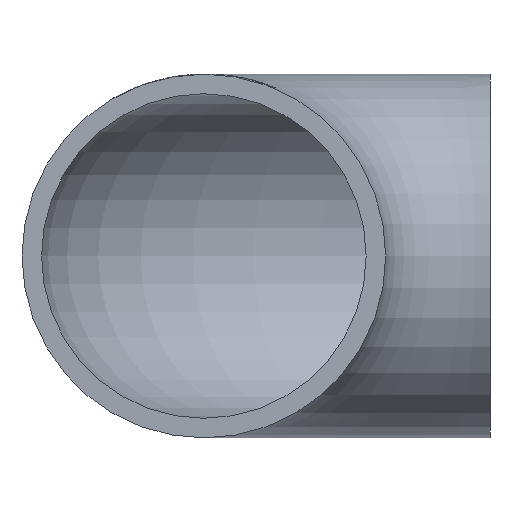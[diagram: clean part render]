
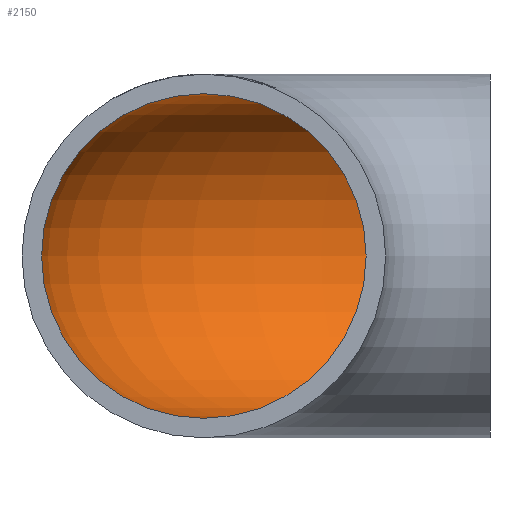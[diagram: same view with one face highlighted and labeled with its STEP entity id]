
A CAD part, front view. The second image highlights one B-rep face of the part: STEP entity #2150.
In plain terms, the highlighted toroidal (fillet/blend) face has major radius 38 mm and minor radius 21.55 mm.
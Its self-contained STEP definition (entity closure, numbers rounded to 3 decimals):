
#497 = CARTESIAN_POINT ( 'NONE',  ( 0., 38., 0. ) ) ;
#614 = CIRCLE ( 'NONE', #11192, 21.55 ) ;
#2150 = ADVANCED_FACE ( 'NONE', ( #3415, #3953 ), #16661, .F. ) ;
#2327 = EDGE_CURVE ( 'NONE', #9693, #9693, #614, .T. ) ;
#2588 = VERTEX_POINT ( 'NONE', #11035 ) ;
#3415 = FACE_OUTER_BOUND ( 'NONE', #17941, .T. ) ;
#3455 = DIRECTION ( 'NONE',  ( 0., 0., 1. ) ) ;
#3640 = CARTESIAN_POINT ( 'NONE',  ( -38., 0., 21.55 ) ) ;
#3953 = FACE_OUTER_BOUND ( 'NONE', #17737, .T. ) ;
#4142 = DIRECTION ( 'NONE',  ( -1., 0., 0. ) ) ;
#4931 = CARTESIAN_POINT ( 'NONE',  ( 0., 0., 0. ) ) ;
#5162 = AXIS2_PLACEMENT_3D ( 'NONE', #4931, #6969, #4142 ) ;
#5447 = EDGE_CURVE ( 'NONE', #2588, #2588, #5561, .T. ) ;
#5561 = CIRCLE ( 'NONE', #6163, 21.55 ) ;
#6081 = ORIENTED_EDGE ( 'NONE', *, *, #5447, .T. ) ;
#6163 = AXIS2_PLACEMENT_3D ( 'NONE', #497, #6626, #15079 ) ;
#6207 = DIRECTION ( 'NONE',  ( 0., 1., 0. ) ) ;
#6626 = DIRECTION ( 'NONE',  ( 1., 0., 0. ) ) ;
#6969 = DIRECTION ( 'NONE',  ( 0., 0., -1. ) ) ;
#7586 = ORIENTED_EDGE ( 'NONE', *, *, #2327, .F. ) ;
#9693 = VERTEX_POINT ( 'NONE', #3640 ) ;
#11035 = CARTESIAN_POINT ( 'NONE',  ( 0., 59.55, 0. ) ) ;
#11192 = AXIS2_PLACEMENT_3D ( 'NONE', #17869, #6207, #3455 ) ;
#15079 = DIRECTION ( 'NONE',  ( 0., 1., 0. ) ) ;
#16661 = TOROIDAL_SURFACE ( 'NONE', #5162, 38., 21.55 ) ;
#17737 = EDGE_LOOP ( 'NONE', ( #7586 ) ) ;
#17869 = CARTESIAN_POINT ( 'NONE',  ( -38., 0., 0. ) ) ;
#17941 = EDGE_LOOP ( 'NONE', ( #6081 ) ) ;
